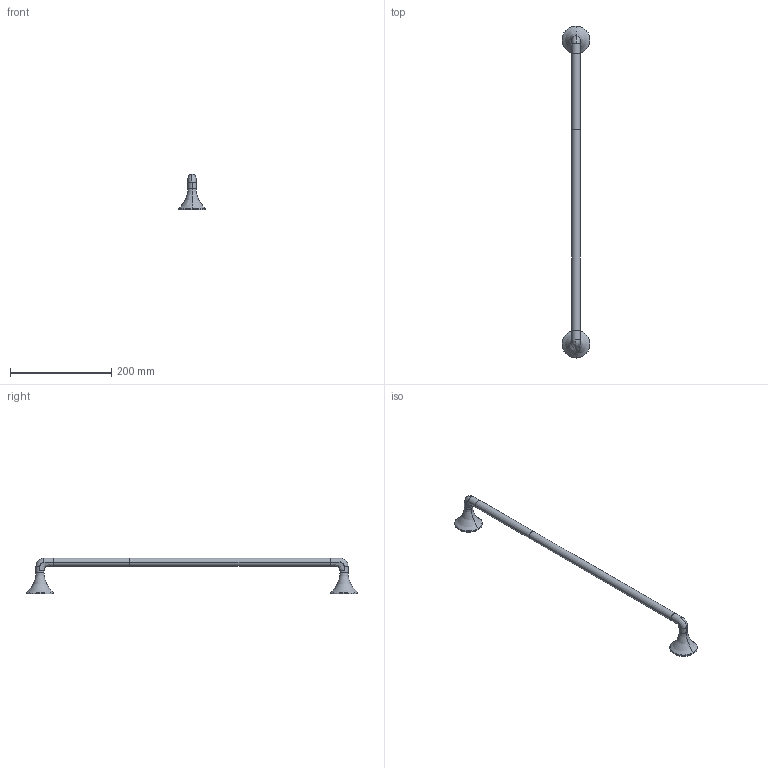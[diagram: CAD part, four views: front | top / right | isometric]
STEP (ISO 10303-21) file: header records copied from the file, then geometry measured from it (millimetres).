
FILE_DESCRIPTION(('CATIA V5 STEP Exchange'),'2;1');
FILE_NAME('VI 09010 2 PortaSalviette 600mm.stp','2019-02-18T09:45:30+00:00',('none'),('none'),'Version 5-6 Release 2013','CATIA V5 STEP AP203','none');
FILE_SCHEMA(('CONFIG_CONTROL_DESIGN'));
Length unit declared in the file: millimetre
Products named in the file (1): Product2_AllCATPart
Bounding box: 55 x 654.8 x 70 mm (x, y, z)
Volume: 193275.5 mm3; surface area: 46112.2 mm2
Topology: 2 solids, 2 shells, 38 faces, 86 edges, 54 vertices
Faces by surface type: cylinder 16, torus 8, plane 6, revolution 4, bspline 4
Entity records: 3771 total; most frequent: CARTESIAN_POINT 2947, ORIENTED_EDGE 172, DIRECTION 123, EDGE_CURVE 86, AXIS2_PLACEMENT_3D 76, VERTEX_POINT 54, CIRCLE 52, EDGE_LOOP 40
